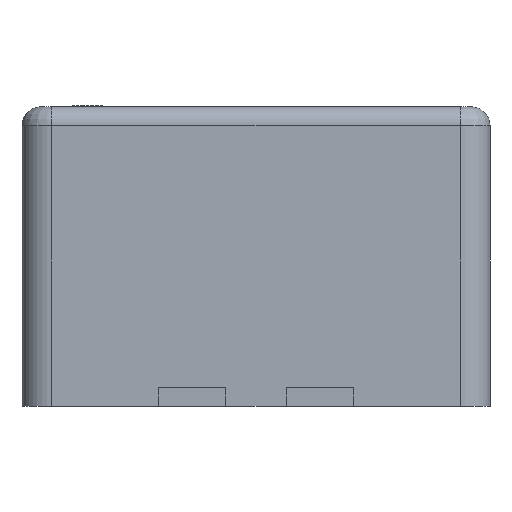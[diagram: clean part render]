
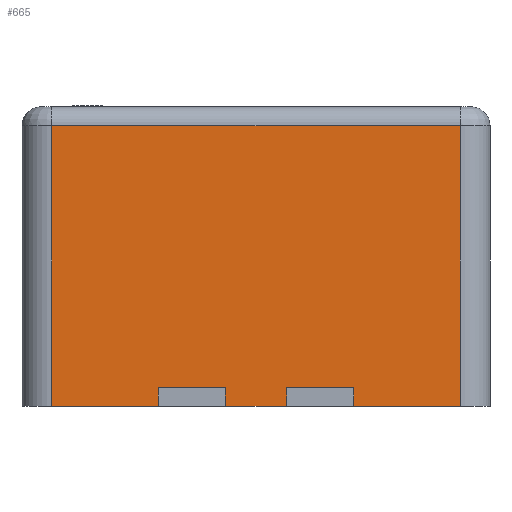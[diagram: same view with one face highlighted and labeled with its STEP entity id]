
A CAD part, front view. The second image highlights one B-rep face of the part: STEP entity #665.
In plain terms, the highlighted planar face has unit normal (0, -1, 0).
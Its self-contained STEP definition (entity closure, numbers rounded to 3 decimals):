
#116 = CYLINDRICAL_SURFACE('',#117,0.8);
#117 = AXIS2_PLACEMENT_3D('',#118,#119,#120);
#118 = CARTESIAN_POINT('',(-5.45,-5.45,0.));
#119 = DIRECTION('',(0.,0.,1.));
#120 = DIRECTION('',(-1.,-0.,0.));
#144 = PLANE('',#145);
#145 = AXIS2_PLACEMENT_3D('',#146,#147,#148);
#146 = CARTESIAN_POINT('',(-6.25,-6.25,0.));
#147 = DIRECTION('',(0.,0.,1.));
#148 = DIRECTION('',(1.,0.,0.));
#215 = VERTEX_POINT('',#216);
#216 = CARTESIAN_POINT('',(-5.45,-6.25,0.));
#238 = EDGE_CURVE('',#215,#239,#241,.T.);
#239 = VERTEX_POINT('',#240);
#240 = CARTESIAN_POINT('',(-5.45,-6.25,7.5));
#241 = SURFACE_CURVE('',#242,(#246,#253),.PCURVE_S1.);
#242 = LINE('',#243,#244);
#243 = CARTESIAN_POINT('',(-5.45,-6.25,0.));
#244 = VECTOR('',#245,1.);
#245 = DIRECTION('',(0.,0.,1.));
#246 = PCURVE('',#116,#247);
#247 = DEFINITIONAL_REPRESENTATION('',(#248),#252);
#248 = LINE('',#249,#250);
#249 = CARTESIAN_POINT('',(1.571,0.));
#250 = VECTOR('',#251,1.);
#251 = DIRECTION('',(0.,1.));
#252 = ( GEOMETRIC_REPRESENTATION_CONTEXT(2) 
PARAMETRIC_REPRESENTATION_CONTEXT() REPRESENTATION_CONTEXT('2D SPACE',''
  ) );
#253 = PCURVE('',#254,#259);
#254 = PLANE('',#255);
#255 = AXIS2_PLACEMENT_3D('',#256,#257,#258);
#256 = CARTESIAN_POINT('',(-6.25,-6.25,0.));
#257 = DIRECTION('',(0.,1.,0.));
#258 = DIRECTION('',(0.,0.,1.));
#259 = DEFINITIONAL_REPRESENTATION('',(#260),#264);
#260 = LINE('',#261,#262);
#261 = CARTESIAN_POINT('',(0.,0.8));
#262 = VECTOR('',#263,1.);
#263 = DIRECTION('',(1.,0.));
#264 = ( GEOMETRIC_REPRESENTATION_CONTEXT(2) 
PARAMETRIC_REPRESENTATION_CONTEXT() REPRESENTATION_CONTEXT('2D SPACE',''
  ) );
#391 = EDGE_CURVE('',#215,#392,#394,.T.);
#392 = VERTEX_POINT('',#393);
#393 = CARTESIAN_POINT('',(5.45,-6.25,0.));
#394 = SURFACE_CURVE('',#395,(#399,#406),.PCURVE_S1.);
#395 = LINE('',#396,#397);
#396 = CARTESIAN_POINT('',(-6.25,-6.25,0.));
#397 = VECTOR('',#398,1.);
#398 = DIRECTION('',(1.,0.,0.));
#399 = PCURVE('',#144,#400);
#400 = DEFINITIONAL_REPRESENTATION('',(#401),#405);
#401 = LINE('',#402,#403);
#402 = CARTESIAN_POINT('',(0.,0.));
#403 = VECTOR('',#404,1.);
#404 = DIRECTION('',(1.,0.));
#405 = ( GEOMETRIC_REPRESENTATION_CONTEXT(2) 
PARAMETRIC_REPRESENTATION_CONTEXT() REPRESENTATION_CONTEXT('2D SPACE',''
  ) );
#406 = PCURVE('',#254,#407);
#407 = DEFINITIONAL_REPRESENTATION('',(#408),#412);
#408 = LINE('',#409,#410);
#409 = CARTESIAN_POINT('',(0.,0.));
#410 = VECTOR('',#411,1.);
#411 = DIRECTION('',(0.,1.));
#412 = ( GEOMETRIC_REPRESENTATION_CONTEXT(2) 
PARAMETRIC_REPRESENTATION_CONTEXT() REPRESENTATION_CONTEXT('2D SPACE',''
  ) );
#435 = CYLINDRICAL_SURFACE('',#436,0.8);
#436 = AXIS2_PLACEMENT_3D('',#437,#438,#439);
#437 = CARTESIAN_POINT('',(5.45,-5.45,0.));
#438 = DIRECTION('',(0.,0.,1.));
#439 = DIRECTION('',(1.,0.,-0.));
#627 = CYLINDRICAL_SURFACE('',#628,0.5);
#628 = AXIS2_PLACEMENT_3D('',#629,#630,#631);
#629 = CARTESIAN_POINT('',(5.45,-5.75,7.5));
#630 = DIRECTION('',(-1.,-0.,-0.));
#631 = DIRECTION('',(0.,-1.,0.));
#665 = ADVANCED_FACE('',(#666),#254,.F.);
#666 = FACE_BOUND('',#667,.F.);
#667 = EDGE_LOOP('',(#668,#669,#692,#713));
#668 = ORIENTED_EDGE('',*,*,#238,.T.);
#669 = ORIENTED_EDGE('',*,*,#670,.F.);
#670 = EDGE_CURVE('',#671,#239,#673,.T.);
#671 = VERTEX_POINT('',#672);
#672 = CARTESIAN_POINT('',(5.45,-6.25,7.5));
#673 = SURFACE_CURVE('',#674,(#678,#685),.PCURVE_S1.);
#674 = LINE('',#675,#676);
#675 = CARTESIAN_POINT('',(5.45,-6.25,7.5));
#676 = VECTOR('',#677,1.);
#677 = DIRECTION('',(-1.,-0.,-0.));
#678 = PCURVE('',#254,#679);
#679 = DEFINITIONAL_REPRESENTATION('',(#680),#684);
#680 = LINE('',#681,#682);
#681 = CARTESIAN_POINT('',(7.5,11.7));
#682 = VECTOR('',#683,1.);
#683 = DIRECTION('',(-0.,-1.));
#684 = ( GEOMETRIC_REPRESENTATION_CONTEXT(2) 
PARAMETRIC_REPRESENTATION_CONTEXT() REPRESENTATION_CONTEXT('2D SPACE',''
  ) );
#685 = PCURVE('',#627,#686);
#686 = DEFINITIONAL_REPRESENTATION('',(#687),#691);
#687 = LINE('',#688,#689);
#688 = CARTESIAN_POINT('',(0.,0.));
#689 = VECTOR('',#690,1.);
#690 = DIRECTION('',(0.,1.));
#691 = ( GEOMETRIC_REPRESENTATION_CONTEXT(2) 
PARAMETRIC_REPRESENTATION_CONTEXT() REPRESENTATION_CONTEXT('2D SPACE',''
  ) );
#692 = ORIENTED_EDGE('',*,*,#693,.F.);
#693 = EDGE_CURVE('',#392,#671,#694,.T.);
#694 = SURFACE_CURVE('',#695,(#699,#706),.PCURVE_S1.);
#695 = LINE('',#696,#697);
#696 = CARTESIAN_POINT('',(5.45,-6.25,0.));
#697 = VECTOR('',#698,1.);
#698 = DIRECTION('',(0.,0.,1.));
#699 = PCURVE('',#254,#700);
#700 = DEFINITIONAL_REPRESENTATION('',(#701),#705);
#701 = LINE('',#702,#703);
#702 = CARTESIAN_POINT('',(0.,11.7));
#703 = VECTOR('',#704,1.);
#704 = DIRECTION('',(1.,0.));
#705 = ( GEOMETRIC_REPRESENTATION_CONTEXT(2) 
PARAMETRIC_REPRESENTATION_CONTEXT() REPRESENTATION_CONTEXT('2D SPACE',''
  ) );
#706 = PCURVE('',#435,#707);
#707 = DEFINITIONAL_REPRESENTATION('',(#708),#712);
#708 = LINE('',#709,#710);
#709 = CARTESIAN_POINT('',(-1.571,0.));
#710 = VECTOR('',#711,1.);
#711 = DIRECTION('',(-0.,1.));
#712 = ( GEOMETRIC_REPRESENTATION_CONTEXT(2) 
PARAMETRIC_REPRESENTATION_CONTEXT() REPRESENTATION_CONTEXT('2D SPACE',''
  ) );
#713 = ORIENTED_EDGE('',*,*,#391,.F.);
